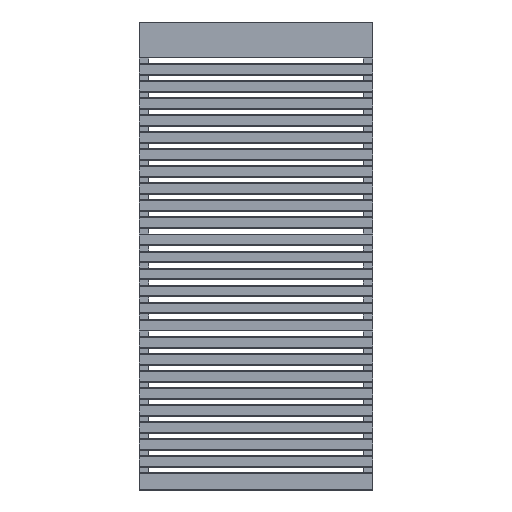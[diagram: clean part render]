
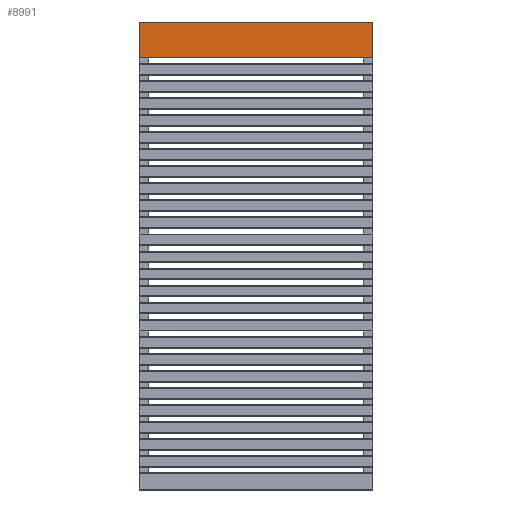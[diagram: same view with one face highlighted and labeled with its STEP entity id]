
A CAD part, top view. The second image highlights one B-rep face of the part: STEP entity #8991.
In plain terms, the highlighted planar face has unit normal (0, 0, 1).
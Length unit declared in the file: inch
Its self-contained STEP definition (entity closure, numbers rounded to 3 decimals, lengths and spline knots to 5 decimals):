
#287=FACE_OUTER_BOUND('',#777,.T.);
#777=EDGE_LOOP('',(#6845,#6846,#6847,#6848));
#1612=LINE('',#13216,#2890);
#1619=LINE('',#13230,#2897);
#1623=LINE('',#13238,#2901);
#1624=LINE('',#13239,#2902);
#2890=VECTOR('',#10782,0.3937);
#2897=VECTOR('',#10795,0.3937);
#2901=VECTOR('',#10803,0.3937);
#2902=VECTOR('',#10804,0.3937);
#3981=VERTEX_POINT('',#13213);
#3982=VERTEX_POINT('',#13215);
#3986=VERTEX_POINT('',#13229);
#3988=VERTEX_POINT('',#13237);
#5012=EDGE_CURVE('',#3982,#3981,#1612,.T.);
#5019=EDGE_CURVE('',#3986,#3982,#1619,.T.);
#5023=EDGE_CURVE('',#3981,#3988,#1623,.T.);
#5024=EDGE_CURVE('',#3988,#3986,#1624,.T.);
#6845=ORIENTED_EDGE('',*,*,#5019,.T.);
#6846=ORIENTED_EDGE('',*,*,#5012,.T.);
#6847=ORIENTED_EDGE('',*,*,#5023,.T.);
#6848=ORIENTED_EDGE('',*,*,#5024,.T.);
#8501=PLANE('',#9547);
#8991=ADVANCED_FACE('',(#287),#8501,.T.);
#9547=AXIS2_PLACEMENT_3D('',#13236,#10801,#10802);
#10782=DIRECTION('',(0.,1.,0.));
#10795=DIRECTION('',(1.,0.,0.));
#10801=DIRECTION('center_axis',(0.,0.,1.));
#10802=DIRECTION('ref_axis',(1.,0.,0.));
#10803=DIRECTION('',(-1.,0.,0.));
#10804=DIRECTION('',(0.,-1.,0.));
#13213=CARTESIAN_POINT('',(12.,24.,0.75));
#13215=CARTESIAN_POINT('',(12.,20.40625,0.75));
#13216=CARTESIAN_POINT('',(12.,-24.,0.75));
#13229=CARTESIAN_POINT('',(-12.,20.40625,0.75));
#13230=CARTESIAN_POINT('',(-6.,20.40625,0.75));
#13236=CARTESIAN_POINT('Origin',(0.,0.,0.75));
#13237=CARTESIAN_POINT('',(-12.,24.,0.75));
#13238=CARTESIAN_POINT('',(12.,24.,0.75));
#13239=CARTESIAN_POINT('',(-12.,24.,0.75));
